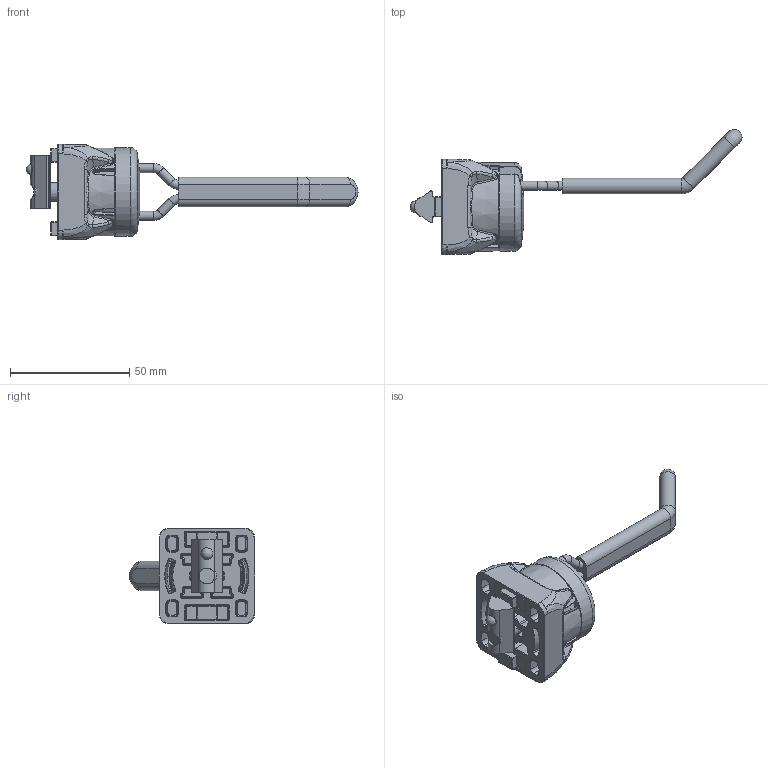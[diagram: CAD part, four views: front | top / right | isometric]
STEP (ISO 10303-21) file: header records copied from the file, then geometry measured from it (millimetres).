
FILE_DESCRIPTION(/* description */ ('KriTec Haken 8 40x20 Raster 40, schwarz'),/* implementation_level */ '2;1');
FILE_NAME(/* name */ '22001_KriTec_Haken_8_90x10_Raster_40_schwarz.stp',/* time_stamp */ '2021-01-14T16:15:48+01:00',/* author */ ('Nell'),/* organization */ (''),/* preprocessor_version */ 'ST-DEVELOPER v17',/* originating_system */ 'Autodesk Inventor 2018',/* authorisation */ '');
FILE_SCHEMA (('AUTOMOTIVE_DESIGN { 1 0 10303 214 3 1 1 }'));
Length unit declared in the file: millimetre
Products named in the file (8): 22001; 22001_3; 22001_2; 22001_1; 22001_5; 22001_4; 22001_6; 11008
Assembly tree (8 placements, depth 2):
  22001
    22001_3
    22001_2
    22001_1
    22001_5
    22001_4  x2
    22001_6
    11008
Bounding box: 139.32 x 52.51 x 40 mm (x, y, z)
Volume: 45299 mm3; surface area: 25673.3 mm2
Topology: 8 solids, 8 shells, 2257 faces, 5247 edges, 2937 vertices
Faces by surface type: bspline 899, cylinder 600, plane 369, torus 157, sphere 134, cone 98
Full cylindrical faces by diameter (mm): 3.8 x8, 6.647 x1, 8 x1, 13 x1
Entity records: 103797 total; most frequent: CARTESIAN_POINT 59428, ORIENTED_EDGE 9850, DIRECTION 8854, EDGE_CURVE 4925, AXIS2_PLACEMENT_3D 3852, VERTEX_POINT 2809, EDGE_LOOP 2166, FACE_OUTER_BOUND 2143
